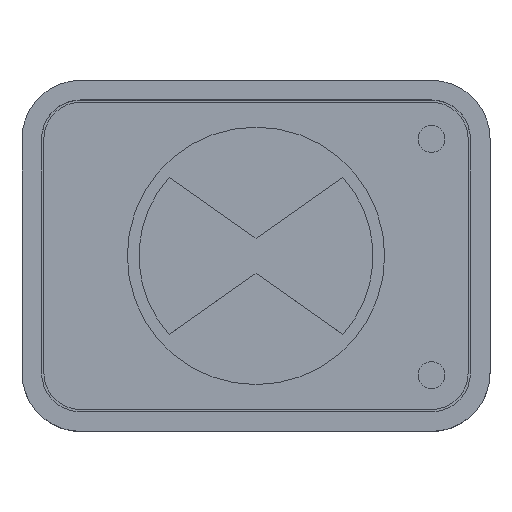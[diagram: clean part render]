
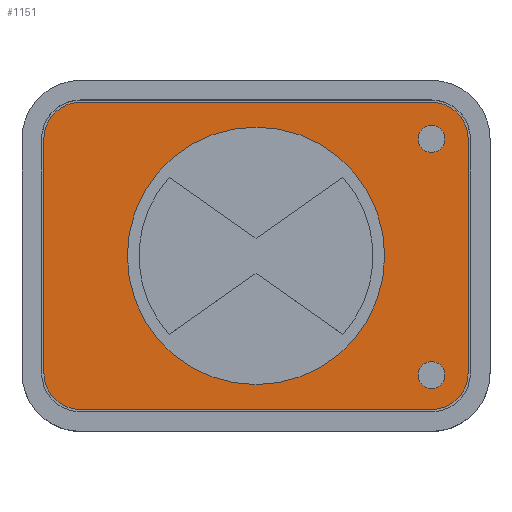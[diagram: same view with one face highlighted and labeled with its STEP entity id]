
A CAD part, top view. The second image highlights one B-rep face of the part: STEP entity #1151.
In plain terms, the highlighted planar face has unit normal (0, 0, 1).
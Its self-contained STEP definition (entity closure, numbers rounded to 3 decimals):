
#28=FACE_BOUND('',#204,.T.);
#29=FACE_BOUND('',#205,.T.);
#30=FACE_BOUND('',#206,.T.);
#68=PLANE('',#1265);
#127=FACE_OUTER_BOUND('',#203,.T.);
#203=EDGE_LOOP('',(#1009,#1010,#1011,#1012,#1013,#1014,#1015,#1016));
#204=EDGE_LOOP('',(#1017));
#205=EDGE_LOOP('',(#1018));
#206=EDGE_LOOP('',(#1019));
#316=LINE('',#1900,#429);
#317=LINE('',#1904,#430);
#318=LINE('',#1908,#431);
#319=LINE('',#1911,#432);
#429=VECTOR('',#1563,10.);
#430=VECTOR('',#1566,10.);
#431=VECTOR('',#1569,10.);
#432=VECTOR('',#1572,10.);
#479=CIRCLE('',#1262,11.);
#481=CIRCLE('',#1266,3.13);
#482=CIRCLE('',#1267,3.13);
#483=CIRCLE('',#1268,3.13);
#484=CIRCLE('',#1269,3.13);
#485=CIRCLE('',#1270,1.15);
#486=CIRCLE('',#1271,1.15);
#577=VERTEX_POINT('',#1889);
#579=VERTEX_POINT('',#1896);
#580=VERTEX_POINT('',#1897);
#581=VERTEX_POINT('',#1899);
#582=VERTEX_POINT('',#1901);
#583=VERTEX_POINT('',#1903);
#584=VERTEX_POINT('',#1905);
#585=VERTEX_POINT('',#1907);
#586=VERTEX_POINT('',#1909);
#587=VERTEX_POINT('',#1912);
#588=VERTEX_POINT('',#1914);
#725=EDGE_CURVE('',#577,#577,#479,.T.);
#728=EDGE_CURVE('',#579,#580,#481,.T.);
#729=EDGE_CURVE('',#581,#580,#316,.T.);
#730=EDGE_CURVE('',#581,#582,#482,.T.);
#731=EDGE_CURVE('',#583,#582,#317,.T.);
#732=EDGE_CURVE('',#583,#584,#483,.T.);
#733=EDGE_CURVE('',#585,#584,#318,.T.);
#734=EDGE_CURVE('',#585,#586,#484,.T.);
#735=EDGE_CURVE('',#579,#586,#319,.T.);
#736=EDGE_CURVE('',#587,#587,#485,.T.);
#737=EDGE_CURVE('',#588,#588,#486,.T.);
#1009=ORIENTED_EDGE('',*,*,#728,.T.);
#1010=ORIENTED_EDGE('',*,*,#729,.F.);
#1011=ORIENTED_EDGE('',*,*,#730,.T.);
#1012=ORIENTED_EDGE('',*,*,#731,.F.);
#1013=ORIENTED_EDGE('',*,*,#732,.T.);
#1014=ORIENTED_EDGE('',*,*,#733,.F.);
#1015=ORIENTED_EDGE('',*,*,#734,.T.);
#1016=ORIENTED_EDGE('',*,*,#735,.F.);
#1017=ORIENTED_EDGE('',*,*,#736,.T.);
#1018=ORIENTED_EDGE('',*,*,#737,.T.);
#1019=ORIENTED_EDGE('',*,*,#725,.T.);
#1151=ADVANCED_FACE('',(#127,#28,#29,#30),#68,.T.);
#1262=AXIS2_PLACEMENT_3D('',#1890,#1552,#1553);
#1265=AXIS2_PLACEMENT_3D('',#1895,#1559,#1560);
#1266=AXIS2_PLACEMENT_3D('',#1898,#1561,#1562);
#1267=AXIS2_PLACEMENT_3D('',#1902,#1564,#1565);
#1268=AXIS2_PLACEMENT_3D('',#1906,#1567,#1568);
#1269=AXIS2_PLACEMENT_3D('',#1910,#1570,#1571);
#1270=AXIS2_PLACEMENT_3D('',#1913,#1573,#1574);
#1271=AXIS2_PLACEMENT_3D('',#1915,#1575,#1576);
#1552=DIRECTION('center_axis',(0.,0.,-1.));
#1553=DIRECTION('ref_axis',(-1.,0.,0.));
#1559=DIRECTION('center_axis',(0.,0.,1.));
#1560=DIRECTION('ref_axis',(-1.,0.,0.));
#1561=DIRECTION('center_axis',(0.,0.,1.));
#1562=DIRECTION('ref_axis',(0.,1.,0.));
#1563=DIRECTION('',(0.,1.,0.));
#1564=DIRECTION('center_axis',(0.,0.,1.));
#1565=DIRECTION('ref_axis',(-1.,0.,0.));
#1566=DIRECTION('',(-1.,0.,0.));
#1567=DIRECTION('center_axis',(0.,0.,1.));
#1568=DIRECTION('ref_axis',(0.,-1.,0.));
#1569=DIRECTION('',(0.,-1.,0.));
#1570=DIRECTION('center_axis',(0.,0.,1.));
#1571=DIRECTION('ref_axis',(1.,0.,0.));
#1572=DIRECTION('',(1.,0.,0.));
#1573=DIRECTION('center_axis',(0.,0.,-1.));
#1574=DIRECTION('ref_axis',(-1.,0.,0.));
#1575=DIRECTION('center_axis',(0.,0.,-1.));
#1576=DIRECTION('ref_axis',(-1.,0.,0.));
#1889=CARTESIAN_POINT('',(11.,0.,13.33));
#1890=CARTESIAN_POINT('Origin',(0.,0.,13.33));
#1895=CARTESIAN_POINT('Origin',(0.,0.,13.33));
#1896=CARTESIAN_POINT('',(-15.,13.13,13.33));
#1897=CARTESIAN_POINT('',(-18.13,10.,13.33));
#1898=CARTESIAN_POINT('Origin',(-15.,10.,13.33));
#1899=CARTESIAN_POINT('',(-18.13,-10.,13.33));
#1900=CARTESIAN_POINT('',(-18.13,-10.,13.33));
#1901=CARTESIAN_POINT('',(-15.,-13.13,13.33));
#1902=CARTESIAN_POINT('Origin',(-15.,-10.,13.33));
#1903=CARTESIAN_POINT('',(15.,-13.13,13.33));
#1904=CARTESIAN_POINT('',(15.,-13.13,13.33));
#1905=CARTESIAN_POINT('',(18.13,-10.,13.33));
#1906=CARTESIAN_POINT('Origin',(15.,-10.,13.33));
#1907=CARTESIAN_POINT('',(18.13,10.,13.33));
#1908=CARTESIAN_POINT('',(18.13,10.,13.33));
#1909=CARTESIAN_POINT('',(15.,13.13,13.33));
#1910=CARTESIAN_POINT('Origin',(15.,10.,13.33));
#1911=CARTESIAN_POINT('',(-15.,13.13,13.33));
#1912=CARTESIAN_POINT('',(16.15,10.,13.33));
#1913=CARTESIAN_POINT('Origin',(15.,10.,13.33));
#1914=CARTESIAN_POINT('',(16.15,-10.2,13.33));
#1915=CARTESIAN_POINT('Origin',(15.,-10.2,13.33));
